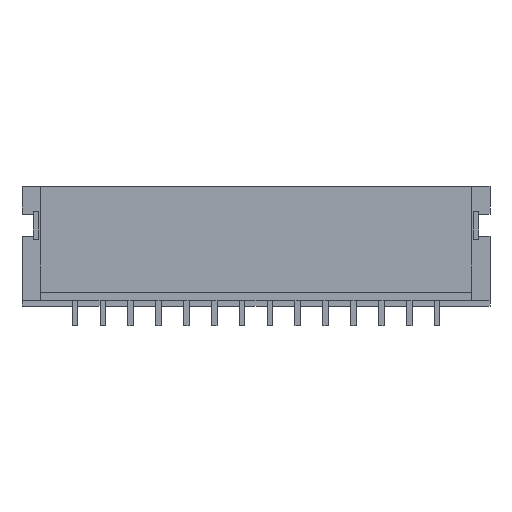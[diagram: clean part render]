
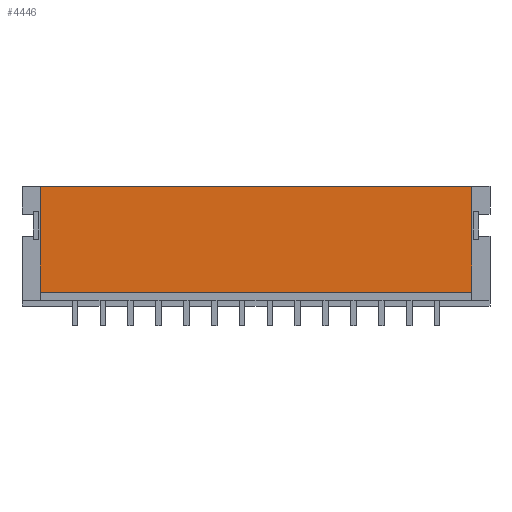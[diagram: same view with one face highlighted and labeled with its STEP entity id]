
A CAD part, front view. The second image highlights one B-rep face of the part: STEP entity #4446.
In plain terms, the highlighted planar face has unit normal (0, -1, 0).
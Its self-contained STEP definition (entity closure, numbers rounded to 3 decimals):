
#4446 = ADVANCED_FACE ( 'NONE', ( #9056 ), #9055, .F. ) ;
#4447 = EDGE_LOOP ( 'NONE', ( #4448, #4498, #4501, #4504 ) ) ;
#4448 = ORIENTED_EDGE ( 'NONE', *, *, #4449, .F. ) ;
#4449 = EDGE_CURVE ( 'NONE', #4450, #4451, #9050, .T. ) ;
#4450 = VERTEX_POINT ( 'NONE', #9112 ) ;
#4451 = VERTEX_POINT ( 'NONE', #9111 ) ;
#4498 = ORIENTED_EDGE ( 'NONE', *, *, #4499, .F. ) ;
#4499 = EDGE_CURVE ( 'NONE', #4500, #4450, #9165, .T. ) ;
#4500 = VERTEX_POINT ( 'NONE', #9161 ) ;
#4501 = ORIENTED_EDGE ( 'NONE', *, *, #4502, .T. ) ;
#4502 = EDGE_CURVE ( 'NONE', #4500, #4503, #9160, .T. ) ;
#4503 = VERTEX_POINT ( 'NONE', #9156 ) ;
#4504 = ORIENTED_EDGE ( 'NONE', *, *, #4505, .T. ) ;
#4505 = EDGE_CURVE ( 'NONE', #4503, #4451, #9155, .T. ) ;
#9049 = CARTESIAN_POINT ( 'NONE',  ( -7.75, 0., -4.3 ) ) ;
#9050 = LINE ( 'NONE', #9049, #9114 ) ;
#9051 = DIRECTION ( 'NONE',  ( 0., 0., 1. ) ) ;
#9052 = DIRECTION ( 'NONE',  ( 0., 1., 0. ) ) ;
#9053 = CARTESIAN_POINT ( 'NONE',  ( 8.4, 0., -3.8 ) ) ;
#9054 = AXIS2_PLACEMENT_3D ( 'NONE', #9053, #9052, #9051 ) ;
#9055 = PLANE ( 'NONE',  #9054 ) ;
#9056 = FACE_OUTER_BOUND ( 'NONE', #4447, .T. ) ;
#9111 = CARTESIAN_POINT ( 'NONE',  ( -7.75, 0., 0. ) ) ;
#9112 = CARTESIAN_POINT ( 'NONE',  ( -7.75, 0., -3.8 ) ) ;
#9113 = DIRECTION ( 'NONE',  ( 0., 0., 1. ) ) ;
#9114 = VECTOR ( 'NONE', #9113, 1000. ) ;
#9152 = DIRECTION ( 'NONE',  ( -1., 0., 0. ) ) ;
#9153 = VECTOR ( 'NONE', #9152, 1000. ) ;
#9154 = CARTESIAN_POINT ( 'NONE',  ( 8.4, 0., 0. ) ) ;
#9155 = LINE ( 'NONE', #9154, #9153 ) ;
#9156 = CARTESIAN_POINT ( 'NONE',  ( 7.75, 0., 0. ) ) ;
#9157 = DIRECTION ( 'NONE',  ( 0., 0., 1. ) ) ;
#9158 = VECTOR ( 'NONE', #9157, 1000. ) ;
#9159 = CARTESIAN_POINT ( 'NONE',  ( 7.75, 0., -4.3 ) ) ;
#9160 = LINE ( 'NONE', #9159, #9158 ) ;
#9161 = CARTESIAN_POINT ( 'NONE',  ( 7.75, 0., -3.8 ) ) ;
#9162 = DIRECTION ( 'NONE',  ( -1., 0., 0. ) ) ;
#9163 = VECTOR ( 'NONE', #9162, 1000. ) ;
#9164 = CARTESIAN_POINT ( 'NONE',  ( 8.4, 0., -3.8 ) ) ;
#9165 = LINE ( 'NONE', #9164, #9163 ) ;
